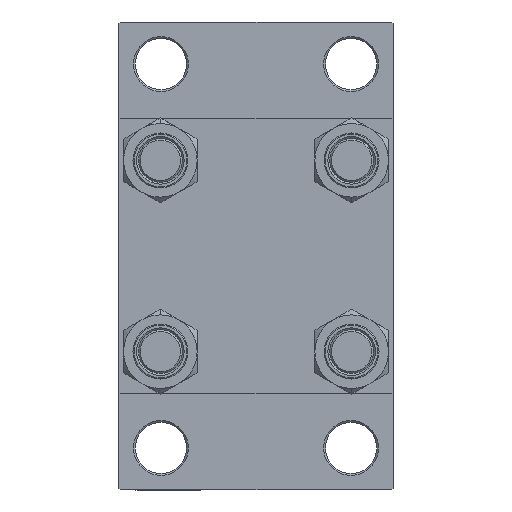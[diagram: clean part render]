
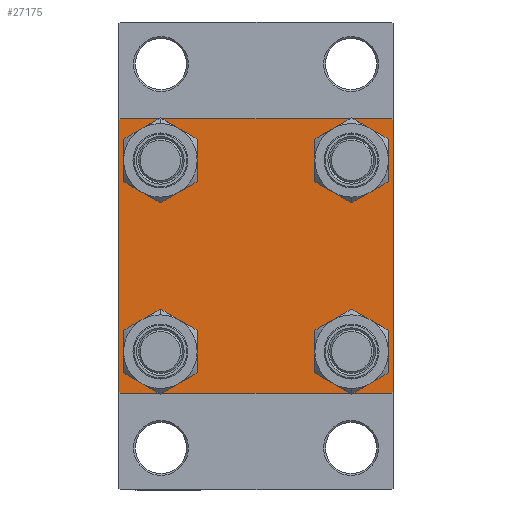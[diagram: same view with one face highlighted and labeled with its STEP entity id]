
A CAD part, left-side view. The second image highlights one B-rep face of the part: STEP entity #27175.
In plain terms, the highlighted planar face has unit normal (-1, 0, 0).
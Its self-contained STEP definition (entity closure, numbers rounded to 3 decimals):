
#295 = DIRECTION ( 'NONE',  ( 0., 0., 1. ) ) ;
#749 = EDGE_LOOP ( 'NONE', ( #6424, #18007 ) ) ;
#1367 = CARTESIAN_POINT ( 'NONE',  ( 0., 26.15, 19.65 ) ) ;
#1509 = CARTESIAN_POINT ( 'NONE',  ( 0., -26.15, -26.15 ) ) ;
#1563 = DIRECTION ( 'NONE',  ( 0., 0., 1. ) ) ;
#1836 = AXIS2_PLACEMENT_3D ( 'NONE', #46752, #13961, #6501 ) ;
#1941 = AXIS2_PLACEMENT_3D ( 'NONE', #22252, #33312, #295 ) ;
#2109 = VECTOR ( 'NONE', #43012, 1000. ) ;
#2403 = CARTESIAN_POINT ( 'NONE',  ( 0., 26.15, -32.65 ) ) ;
#2410 = FACE_BOUND ( 'NONE', #749, .T. ) ;
#2563 = CARTESIAN_POINT ( 'NONE',  ( 0., 37.5, 37.5 ) ) ;
#2662 = CIRCLE ( 'NONE', #24994, 6.5 ) ;
#2788 = LINE ( 'NONE', #6875, #9601 ) ;
#2825 = LINE ( 'NONE', #24513, #27064 ) ;
#2848 = VERTEX_POINT ( 'NONE', #31483 ) ;
#3029 = VERTEX_POINT ( 'NONE', #12156 ) ;
#3372 = EDGE_CURVE ( 'NONE', #35163, #47396, #9173, .T. ) ;
#3570 = LINE ( 'NONE', #14880, #18834 ) ;
#3741 = DIRECTION ( 'NONE',  ( 0., -1., 0. ) ) ;
#4074 = CARTESIAN_POINT ( 'NONE',  ( 0., 26.15, 26.15 ) ) ;
#4176 = VECTOR ( 'NONE', #38128, 1000. ) ;
#4623 = DIRECTION ( 'NONE',  ( 1., 0., 0. ) ) ;
#4716 = CARTESIAN_POINT ( 'NONE',  ( 0., -26.15, -32.65 ) ) ;
#5231 = VERTEX_POINT ( 'NONE', #4716 ) ;
#5520 = DIRECTION ( 'NONE',  ( 0., 0., 1. ) ) ;
#6176 = LINE ( 'NONE', #2563, #32540 ) ;
#6250 = AXIS2_PLACEMENT_3D ( 'NONE', #7752, #4623, #15000 ) ;
#6424 = ORIENTED_EDGE ( 'NONE', *, *, #46402, .T. ) ;
#6501 = DIRECTION ( 'NONE',  ( 0., 0., 1. ) ) ;
#6875 = CARTESIAN_POINT ( 'NONE',  ( 0., 37.25, 37.25 ) ) ;
#7133 = DIRECTION ( 'NONE',  ( 1., 0., 0. ) ) ;
#7455 = EDGE_LOOP ( 'NONE', ( #22186, #19587 ) ) ;
#7752 = CARTESIAN_POINT ( 'NONE',  ( 0., -26.15, -26.15 ) ) ;
#8092 = CIRCLE ( 'NONE', #1941, 6.5 ) ;
#8692 = EDGE_CURVE ( 'NONE', #26246, #2848, #26804, .T. ) ;
#8869 = ORIENTED_EDGE ( 'NONE', *, *, #47481, .T. ) ;
#9173 = LINE ( 'NONE', #38827, #4176 ) ;
#9384 = FACE_BOUND ( 'NONE', #7455, .T. ) ;
#9464 = CARTESIAN_POINT ( 'NONE',  ( 0., 37.5, -37.5 ) ) ;
#9505 = CIRCLE ( 'NONE', #1836, 6.5 ) ;
#9601 = VECTOR ( 'NONE', #10478, 1000. ) ;
#9725 = EDGE_CURVE ( 'NONE', #42345, #47596, #2825, .T. ) ;
#10429 = EDGE_CURVE ( 'NONE', #18355, #5231, #29406, .T. ) ;
#10478 = DIRECTION ( 'NONE',  ( 0., 0.707, -0.707 ) ) ;
#10677 = ORIENTED_EDGE ( 'NONE', *, *, #20775, .F. ) ;
#12117 = CARTESIAN_POINT ( 'NONE',  ( 0., 37., 37.5 ) ) ;
#12156 = CARTESIAN_POINT ( 'NONE',  ( 0., 37.5, 37. ) ) ;
#12415 = ORIENTED_EDGE ( 'NONE', *, *, #12497, .T. ) ;
#12497 = EDGE_CURVE ( 'NONE', #20885, #26725, #47126, .T. ) ;
#12505 = DIRECTION ( 'NONE',  ( 1., 0., 0. ) ) ;
#13164 = ORIENTED_EDGE ( 'NONE', *, *, #27713, .T. ) ;
#13877 = ORIENTED_EDGE ( 'NONE', *, *, #9725, .T. ) ;
#13961 = DIRECTION ( 'NONE',  ( 1., 0., 0. ) ) ;
#14468 = AXIS2_PLACEMENT_3D ( 'NONE', #45535, #12505, #5520 ) ;
#14880 = CARTESIAN_POINT ( 'NONE',  ( 0., -37.5, 37.5 ) ) ;
#15000 = DIRECTION ( 'NONE',  ( 0., 0., 1. ) ) ;
#15353 = CARTESIAN_POINT ( 'NONE',  ( 0., 26.15, 32.65 ) ) ;
#15527 = VERTEX_POINT ( 'NONE', #32063 ) ;
#16181 = FACE_OUTER_BOUND ( 'NONE', #27852, .T. ) ;
#16207 = DIRECTION ( 'NONE',  ( 0., 0., 1. ) ) ;
#16870 = EDGE_CURVE ( 'NONE', #3029, #35163, #6176, .T. ) ;
#17004 = LINE ( 'NONE', #47100, #2109 ) ;
#17337 = ORIENTED_EDGE ( 'NONE', *, *, #18849, .T. ) ;
#17402 = AXIS2_PLACEMENT_3D ( 'NONE', #1509, #23682, #16207 ) ;
#17508 = AXIS2_PLACEMENT_3D ( 'NONE', #20037, #31129, #27513 ) ;
#18007 = ORIENTED_EDGE ( 'NONE', *, *, #21455, .T. ) ;
#18355 = VERTEX_POINT ( 'NONE', #30363 ) ;
#18554 = VERTEX_POINT ( 'NONE', #43437 ) ;
#18834 = VECTOR ( 'NONE', #41131, 1000. ) ;
#18849 = EDGE_CURVE ( 'NONE', #2848, #26246, #9505, .T. ) ;
#19587 = ORIENTED_EDGE ( 'NONE', *, *, #24584, .T. ) ;
#19879 = ORIENTED_EDGE ( 'NONE', *, *, #16870, .T. ) ;
#20018 = CARTESIAN_POINT ( 'NONE',  ( 0., 37., -37.5 ) ) ;
#20037 = CARTESIAN_POINT ( 'NONE',  ( 0., 0., 0. ) ) ;
#20775 = EDGE_CURVE ( 'NONE', #42345, #15527, #3570, .T. ) ;
#20885 = VERTEX_POINT ( 'NONE', #15353 ) ;
#21455 = EDGE_CURVE ( 'NONE', #42995, #18554, #8092, .T. ) ;
#21951 = EDGE_CURVE ( 'NONE', #46067, #3029, #2788, .T. ) ;
#22186 = ORIENTED_EDGE ( 'NONE', *, *, #10429, .T. ) ;
#22252 = CARTESIAN_POINT ( 'NONE',  ( 0., -26.15, 26.15 ) ) ;
#22887 = ORIENTED_EDGE ( 'NONE', *, *, #38596, .T. ) ;
#23418 = FACE_BOUND ( 'NONE', #44145, .T. ) ;
#23682 = DIRECTION ( 'NONE',  ( 1., 0., 0. ) ) ;
#24513 = CARTESIAN_POINT ( 'NONE',  ( 0., -37.25, 37.25 ) ) ;
#24584 = EDGE_CURVE ( 'NONE', #5231, #18355, #37413, .T. ) ;
#24994 = AXIS2_PLACEMENT_3D ( 'NONE', #4074, #31228, #29636 ) ;
#25299 = ORIENTED_EDGE ( 'NONE', *, *, #8692, .T. ) ;
#25941 = CARTESIAN_POINT ( 'NONE',  ( 0., 26.15, 26.15 ) ) ;
#26246 = VERTEX_POINT ( 'NONE', #2403 ) ;
#26588 = CARTESIAN_POINT ( 'NONE',  ( 0., -37., -37.5 ) ) ;
#26725 = VERTEX_POINT ( 'NONE', #1367 ) ;
#26804 = CIRCLE ( 'NONE', #14468, 6.5 ) ;
#27064 = VECTOR ( 'NONE', #46674, 1000. ) ;
#27175 = ADVANCED_FACE ( 'NONE', ( #2410, #9384, #23418, #35201, #16181 ), #30886, .T. ) ;
#27513 = DIRECTION ( 'NONE',  ( 0., 0., 1. ) ) ;
#27713 = EDGE_CURVE ( 'NONE', #32682, #15527, #17004, .T. ) ;
#27832 = CARTESIAN_POINT ( 'NONE',  ( 0., -37., 37.5 ) ) ;
#27852 = EDGE_LOOP ( 'NONE', ( #19879, #46443, #22887, #13164, #10677, #13877, #46970, #37801 ) ) ;
#28048 = DIRECTION ( 'NONE',  ( 0., -1., 0. ) ) ;
#28655 = CARTESIAN_POINT ( 'NONE',  ( 0., 37.5, -37. ) ) ;
#29406 = CIRCLE ( 'NONE', #6250, 6.5 ) ;
#29636 = DIRECTION ( 'NONE',  ( 0., 0., 1. ) ) ;
#30363 = CARTESIAN_POINT ( 'NONE',  ( 0., -26.15, -19.65 ) ) ;
#30403 = EDGE_LOOP ( 'NONE', ( #12415, #8869 ) ) ;
#30886 = PLANE ( 'NONE',  #17508 ) ;
#31129 = DIRECTION ( 'NONE',  ( -1., 0., 0. ) ) ;
#31143 = CIRCLE ( 'NONE', #38833, 6.5 ) ;
#31228 = DIRECTION ( 'NONE',  ( 1., 0., 0. ) ) ;
#31483 = CARTESIAN_POINT ( 'NONE',  ( 0., 26.15, -19.65 ) ) ;
#31966 = DIRECTION ( 'NONE',  ( 0., 0., -1. ) ) ;
#32063 = CARTESIAN_POINT ( 'NONE',  ( 0., -37.5, -37. ) ) ;
#32540 = VECTOR ( 'NONE', #31966, 1000. ) ;
#32682 = VERTEX_POINT ( 'NONE', #26588 ) ;
#32896 = LINE ( 'NONE', #41051, #38806 ) ;
#33312 = DIRECTION ( 'NONE',  ( 1., 0., 0. ) ) ;
#35163 = VERTEX_POINT ( 'NONE', #28655 ) ;
#35201 = FACE_BOUND ( 'NONE', #30403, .T. ) ;
#37130 = VECTOR ( 'NONE', #28048, 1000. ) ;
#37262 = CARTESIAN_POINT ( 'NONE',  ( 0., -26.15, 26.15 ) ) ;
#37413 = CIRCLE ( 'NONE', #17402, 6.5 ) ;
#37801 = ORIENTED_EDGE ( 'NONE', *, *, #21951, .T. ) ;
#38128 = DIRECTION ( 'NONE',  ( 0., -0.707, -0.707 ) ) ;
#38596 = EDGE_CURVE ( 'NONE', #47396, #32682, #46131, .T. ) ;
#38806 = VECTOR ( 'NONE', #3741, 1000. ) ;
#38827 = CARTESIAN_POINT ( 'NONE',  ( 0., 37.25, -37.25 ) ) ;
#38833 = AXIS2_PLACEMENT_3D ( 'NONE', #37262, #7133, #47391 ) ;
#38902 = DIRECTION ( 'NONE',  ( 1., 0., 0. ) ) ;
#39420 = AXIS2_PLACEMENT_3D ( 'NONE', #25941, #38902, #1563 ) ;
#41051 = CARTESIAN_POINT ( 'NONE',  ( 0., 37.5, 37.5 ) ) ;
#41131 = DIRECTION ( 'NONE',  ( 0., 0., -1. ) ) ;
#41168 = CARTESIAN_POINT ( 'NONE',  ( 0., -37.5, 37. ) ) ;
#42345 = VERTEX_POINT ( 'NONE', #41168 ) ;
#42458 = CARTESIAN_POINT ( 'NONE',  ( 0., -26.15, 19.65 ) ) ;
#42707 = EDGE_CURVE ( 'NONE', #46067, #47596, #32896, .T. ) ;
#42995 = VERTEX_POINT ( 'NONE', #42458 ) ;
#43012 = DIRECTION ( 'NONE',  ( 0., -0.707, 0.707 ) ) ;
#43437 = CARTESIAN_POINT ( 'NONE',  ( 0., -26.15, 32.65 ) ) ;
#44145 = EDGE_LOOP ( 'NONE', ( #17337, #25299 ) ) ;
#45535 = CARTESIAN_POINT ( 'NONE',  ( 0., 26.15, -26.15 ) ) ;
#46067 = VERTEX_POINT ( 'NONE', #12117 ) ;
#46131 = LINE ( 'NONE', #9464, #37130 ) ;
#46402 = EDGE_CURVE ( 'NONE', #18554, #42995, #31143, .T. ) ;
#46443 = ORIENTED_EDGE ( 'NONE', *, *, #3372, .T. ) ;
#46674 = DIRECTION ( 'NONE',  ( 0., 0.707, 0.707 ) ) ;
#46752 = CARTESIAN_POINT ( 'NONE',  ( 0., 26.15, -26.15 ) ) ;
#46970 = ORIENTED_EDGE ( 'NONE', *, *, #42707, .F. ) ;
#47100 = CARTESIAN_POINT ( 'NONE',  ( 0., -37.25, -37.25 ) ) ;
#47126 = CIRCLE ( 'NONE', #39420, 6.5 ) ;
#47391 = DIRECTION ( 'NONE',  ( 0., 0., 1. ) ) ;
#47396 = VERTEX_POINT ( 'NONE', #20018 ) ;
#47481 = EDGE_CURVE ( 'NONE', #26725, #20885, #2662, .T. ) ;
#47596 = VERTEX_POINT ( 'NONE', #27832 ) ;
